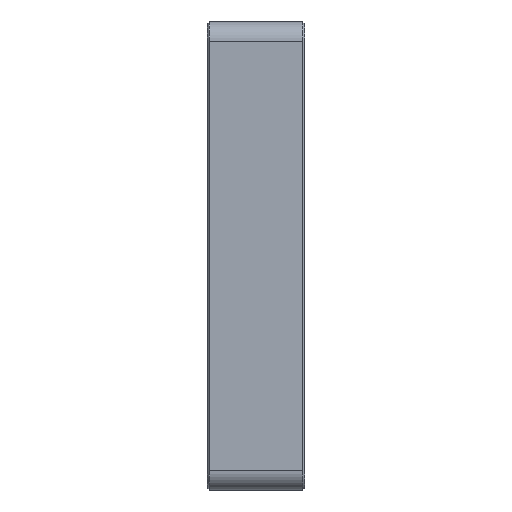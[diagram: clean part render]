
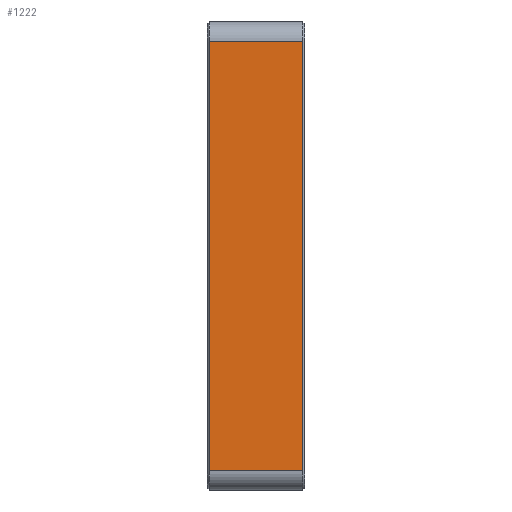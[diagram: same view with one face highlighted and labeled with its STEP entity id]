
A CAD part, left-side view. The second image highlights one B-rep face of the part: STEP entity #1222.
In plain terms, the highlighted planar face has unit normal (-1, 0, 0).
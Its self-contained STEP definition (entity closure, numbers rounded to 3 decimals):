
#136 = DIRECTION ( 'NONE',  ( 0., -1., 0. ) ) ;
#146 = CARTESIAN_POINT ( 'NONE',  ( -85., 20., 0. ) ) ;
#202 = EDGE_CURVE ( 'NONE', #4683, #5066, #6086, .T. ) ;
#217 = AXIS2_PLACEMENT_3D ( 'NONE', #146, #5720, #8584 ) ;
#373 = ORIENTED_EDGE ( 'NONE', *, *, #4322, .T. ) ;
#962 = ORIENTED_EDGE ( 'NONE', *, *, #4406, .T. ) ;
#1222 = ADVANCED_FACE ( 'NONE', ( #2861 ), #2206, .T. ) ;
#1271 = VECTOR ( 'NONE', #2609, 1000. ) ;
#1376 = CARTESIAN_POINT ( 'NONE',  ( -85., -4.5, -55. ) ) ;
#2172 = EDGE_CURVE ( 'NONE', #6410, #5066, #8077, .T. ) ;
#2206 = PLANE ( 'NONE',  #217 ) ;
#2537 = CARTESIAN_POINT ( 'NONE',  ( -85., 19.5, 55. ) ) ;
#2609 = DIRECTION ( 'NONE',  ( 0., 0., 1. ) ) ;
#2852 = CARTESIAN_POINT ( 'NONE',  ( -85., 19.5, 0. ) ) ;
#2861 = FACE_OUTER_BOUND ( 'NONE', #9235, .T. ) ;
#3222 = VECTOR ( 'NONE', #136, 1000. ) ;
#3275 = CARTESIAN_POINT ( 'NONE',  ( -85., -4.5, 0. ) ) ;
#3699 = LINE ( 'NONE', #6546, #3222 ) ;
#3717 = VERTEX_POINT ( 'NONE', #9207 ) ;
#4322 = EDGE_CURVE ( 'NONE', #6410, #3717, #7257, .T. ) ;
#4406 = EDGE_CURVE ( 'NONE', #3717, #4683, #3699, .T. ) ;
#4683 = VERTEX_POINT ( 'NONE', #1376 ) ;
#4935 = CARTESIAN_POINT ( 'NONE',  ( -85., -4.5, 55. ) ) ;
#5066 = VERTEX_POINT ( 'NONE', #4935 ) ;
#5154 = VECTOR ( 'NONE', #5981, 1000. ) ;
#5720 = DIRECTION ( 'NONE',  ( -1., 0., 0. ) ) ;
#5768 = VECTOR ( 'NONE', #8621, 1000. ) ;
#5981 = DIRECTION ( 'NONE',  ( 0., -1., 0. ) ) ;
#6086 = LINE ( 'NONE', #3275, #1271 ) ;
#6410 = VERTEX_POINT ( 'NONE', #2537 ) ;
#6546 = CARTESIAN_POINT ( 'NONE',  ( -85., 20., -55. ) ) ;
#6610 = ORIENTED_EDGE ( 'NONE', *, *, #2172, .F. ) ;
#6726 = CARTESIAN_POINT ( 'NONE',  ( -85., 20., 55. ) ) ;
#7257 = LINE ( 'NONE', #2852, #5768 ) ;
#7381 = ORIENTED_EDGE ( 'NONE', *, *, #202, .T. ) ;
#8077 = LINE ( 'NONE', #6726, #5154 ) ;
#8584 = DIRECTION ( 'NONE',  ( 0., 0., 1. ) ) ;
#8621 = DIRECTION ( 'NONE',  ( 0., 0., -1. ) ) ;
#9207 = CARTESIAN_POINT ( 'NONE',  ( -85., 19.5, -55. ) ) ;
#9235 = EDGE_LOOP ( 'NONE', ( #962, #7381, #6610, #373 ) ) ;
